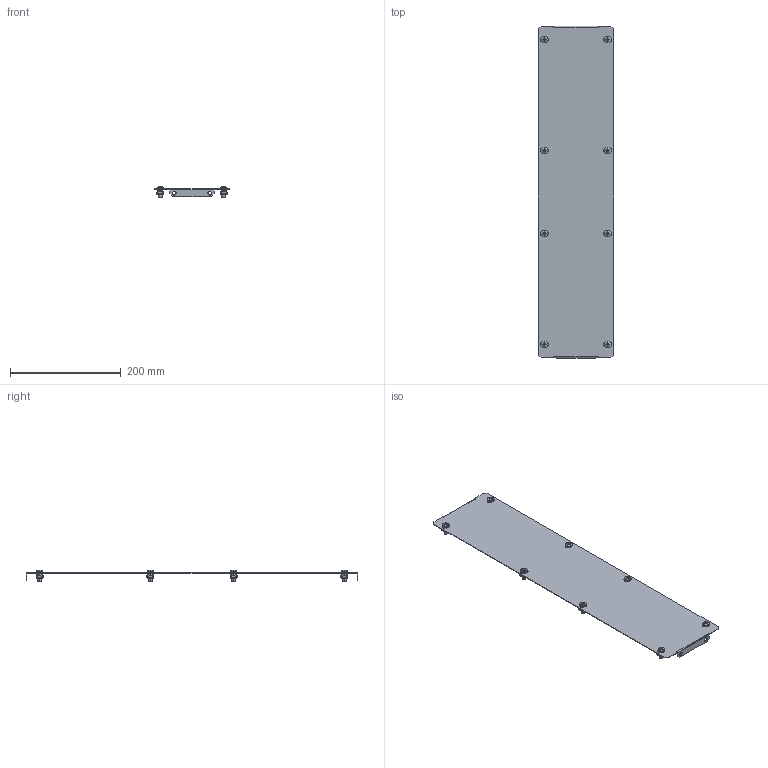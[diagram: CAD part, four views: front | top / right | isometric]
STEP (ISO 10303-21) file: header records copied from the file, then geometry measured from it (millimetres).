
FILE_DESCRIPTION (( 'STEP AP203' ), '1' );
FILE_NAME ('Ïëàñòðîí Â600 Ø150 EKF AleSta.STEP', '2025-09-15T10:27:45', ( '' ), ( '' ), 'SwSTEP 2.0', 'SolidWorks 2021', '' );
FILE_SCHEMA (( 'CONFIG_CONTROL_DESIGN' ));
Length unit declared in the file: millimetre
Products named in the file (6): Ãàéêà çàêëàäêàÿ Ì6; pan head cross recess screw_din_DIN EN ISO 7045 - M6 x 16 - Z - 16N; Ãàéêà çàêëàäíàÿ; Ïëàñòðîí Â600 Ø150 EKF AleSta; Îáîëî÷êà ãàéêè çàêëàäíîé; MA1.400.060000.01.01 Ïëàñòðîí Â50 Ø600 EKF AleSta_‚600˜250
Assembly tree (19 placements, depth 3):
  Ïëàñòðîí Â600 Ø150 EKF AleSta
    MA1.400.060000.01.01 Ïëàñòðîí Â50 Ø600 EKF AleSta_‚600˜250
    Ãàéêà çàêëàäíàÿ  x8
      Îáîëî÷êà ãàéêè çàêëàäíîé
      Ãàéêà çàêëàäêàÿ Ì6
    pan head cross recess screw_din_DIN EN ISO 7045 - M6 x 16 - Z - 16N  x8
Bounding box: 136 x 599 x 20.48 mm (x, y, z)
Volume: 93137.4 mm3; surface area: 181751.4 mm2
Topology: 25 solids, 25 shells, 1422 faces, 3204 edges, 1824 vertices
Faces by surface type: plane 842, cylinder 324, bspline 128, cone 80, torus 32, sphere 16
Entity records: 9050 total; most frequent: CARTESIAN_POINT 1916, DIRECTION 1292, ORIENTED_EDGE 1252, EDGE_CURVE 626, AXIS2_PLACEMENT_3D 439, VECTOR 414, LINE 414, VERTEX_POINT 375
